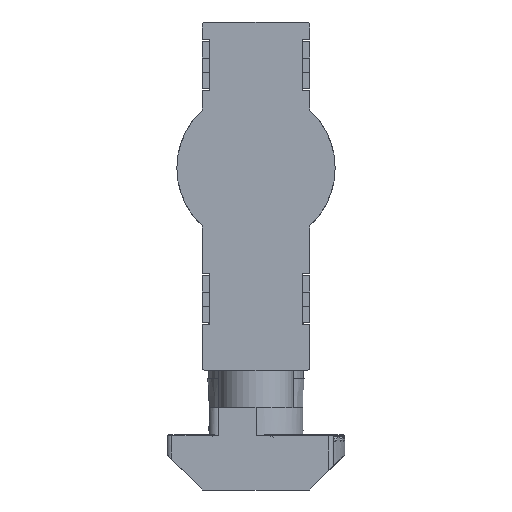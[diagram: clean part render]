
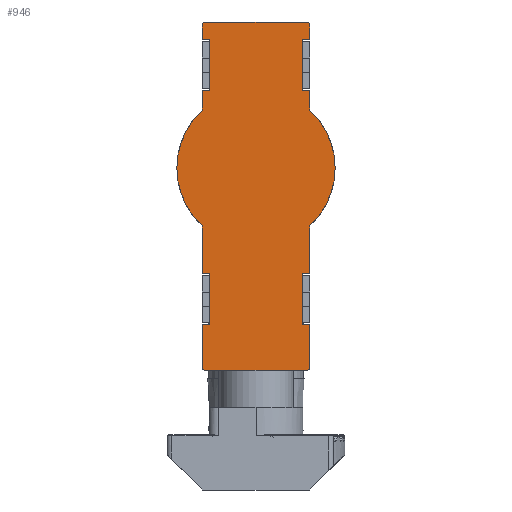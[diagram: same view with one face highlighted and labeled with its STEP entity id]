
A CAD part, front view. The second image highlights one B-rep face of the part: STEP entity #946.
In plain terms, the highlighted planar face has unit normal (0, -1, 0).
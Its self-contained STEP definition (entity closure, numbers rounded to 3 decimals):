
#946=ADVANCED_FACE('',(#1220),#1221,.T.);
#1220=FACE_OUTER_BOUND('',#1768,.T.);
#1221=PLANE('',#1769);
#1768=EDGE_LOOP('',(#2519,#2520,#2521,#2522,#2523,#2524,#2525,#2526,#2527,#2528,#2529,#2530,#2531,#2532,#2533,#2534,#2535,#2536,#2537,#2538,#2539,#2540,#2541,#2542,#2543,#2544,#2545,#2546));
#1769=AXIS2_PLACEMENT_3D('',#2547,#2548,#2549);
#2519=ORIENTED_EDGE('',*,*,#4616,.T.);
#2520=ORIENTED_EDGE('',*,*,#4617,.T.);
#2521=ORIENTED_EDGE('',*,*,#4618,.T.);
#2522=ORIENTED_EDGE('',*,*,#4619,.T.);
#2523=ORIENTED_EDGE('',*,*,#4620,.T.);
#2524=ORIENTED_EDGE('',*,*,#4621,.T.);
#2525=ORIENTED_EDGE('',*,*,#4622,.T.);
#2526=ORIENTED_EDGE('',*,*,#4623,.T.);
#2527=ORIENTED_EDGE('',*,*,#4624,.T.);
#2528=ORIENTED_EDGE('',*,*,#4625,.T.);
#2529=ORIENTED_EDGE('',*,*,#4626,.T.);
#2530=ORIENTED_EDGE('',*,*,#4627,.T.);
#2531=ORIENTED_EDGE('',*,*,#4628,.T.);
#2532=ORIENTED_EDGE('',*,*,#4629,.T.);
#2533=ORIENTED_EDGE('',*,*,#4630,.T.);
#2534=ORIENTED_EDGE('',*,*,#4631,.T.);
#2535=ORIENTED_EDGE('',*,*,#4632,.T.);
#2536=ORIENTED_EDGE('',*,*,#4633,.T.);
#2537=ORIENTED_EDGE('',*,*,#4634,.T.);
#2538=ORIENTED_EDGE('',*,*,#4635,.T.);
#2539=ORIENTED_EDGE('',*,*,#4636,.T.);
#2540=ORIENTED_EDGE('',*,*,#4637,.T.);
#2541=ORIENTED_EDGE('',*,*,#4638,.T.);
#2542=ORIENTED_EDGE('',*,*,#4639,.T.);
#2543=ORIENTED_EDGE('',*,*,#4615,.T.);
#2544=ORIENTED_EDGE('',*,*,#4604,.T.);
#2545=ORIENTED_EDGE('',*,*,#4612,.T.);
#2546=ORIENTED_EDGE('',*,*,#4640,.T.);
#2547=CARTESIAN_POINT('',(0.,-22.4,0.));
#2548=DIRECTION('',(0.,-1.0,0.));
#2549=DIRECTION('',(0.0,0.,-1.0));
#4604=EDGE_CURVE('',#5347,#5345,#5348,.T.);
#4612=EDGE_CURVE('',#5345,#5359,#5361,.F.);
#4615=EDGE_CURVE('',#5363,#5347,#5366,.T.);
#4616=EDGE_CURVE('',#5367,#5368,#5369,.T.);
#4617=EDGE_CURVE('',#5368,#5370,#5371,.T.);
#4618=EDGE_CURVE('',#5370,#5372,#5373,.T.);
#4619=EDGE_CURVE('',#5372,#5374,#5375,.T.);
#4620=EDGE_CURVE('',#5374,#5376,#5377,.F.);
#4621=EDGE_CURVE('',#5376,#5378,#5379,.T.);
#4622=EDGE_CURVE('',#5378,#5380,#5381,.T.);
#4623=EDGE_CURVE('',#5380,#5382,#5383,.T.);
#4624=EDGE_CURVE('',#5382,#5384,#5385,.T.);
#4625=EDGE_CURVE('',#5384,#5386,#5387,.F.);
#4626=EDGE_CURVE('',#5386,#5388,#5389,.F.);
#4627=EDGE_CURVE('',#5388,#5390,#5391,.F.);
#4628=EDGE_CURVE('',#5390,#5392,#5393,.T.);
#4629=EDGE_CURVE('',#5392,#5394,#5395,.F.);
#4630=EDGE_CURVE('',#5394,#5396,#5397,.T.);
#4631=EDGE_CURVE('',#5396,#5398,#5399,.F.);
#4632=EDGE_CURVE('',#5398,#5400,#5401,.F.);
#4633=EDGE_CURVE('',#5400,#5402,#5403,.F.);
#4634=EDGE_CURVE('',#5402,#5404,#5405,.T.);
#4635=EDGE_CURVE('',#5404,#5406,#5407,.F.);
#4636=EDGE_CURVE('',#5406,#5408,#5409,.T.);
#4637=EDGE_CURVE('',#5408,#5410,#5411,.F.);
#4638=EDGE_CURVE('',#5410,#5412,#5413,.T.);
#4639=EDGE_CURVE('',#5412,#5363,#5414,.T.);
#4640=EDGE_CURVE('',#5359,#5367,#5415,.T.);
#5345=VERTEX_POINT('',#6580);
#5347=VERTEX_POINT('',#6583);
#5348=LINE('',#6584,#6585);
#5359=VERTEX_POINT('',#6602);
#5361=LINE('',#6605,#6606);
#5363=VERTEX_POINT('',#6608);
#5366=LINE('',#6612,#6613);
#5367=VERTEX_POINT('',#6614);
#5368=VERTEX_POINT('',#6615);
#5369=CIRCLE('',#6616,8.45);
#5370=VERTEX_POINT('',#6617);
#5371=LINE('',#6618,#6619);
#5372=VERTEX_POINT('',#6620);
#5373=LINE('',#6621,#6622);
#5374=VERTEX_POINT('',#6623);
#5375=LINE('',#6624,#6625);
#5376=VERTEX_POINT('',#6626);
#5377=LINE('',#6627,#6628);
#5378=VERTEX_POINT('',#6629);
#5379=LINE('',#6630,#6631);
#5380=VERTEX_POINT('',#6632);
#5381=CIRCLE('',#6633,0.3);
#5382=VERTEX_POINT('',#6634);
#5383=LINE('',#6635,#6636);
#5384=VERTEX_POINT('',#6637);
#5385=CIRCLE('',#6638,0.3);
#5386=VERTEX_POINT('',#6639);
#5387=LINE('',#6640,#6641);
#5388=VERTEX_POINT('',#6642);
#5389=LINE('',#6643,#6644);
#5390=VERTEX_POINT('',#6645);
#5391=LINE('',#6646,#6647);
#5392=VERTEX_POINT('',#6648);
#5393=LINE('',#6649,#6650);
#5394=VERTEX_POINT('',#6651);
#5395=LINE('',#6652,#6653);
#5396=VERTEX_POINT('',#6654);
#5397=CIRCLE('',#6655,8.45);
#5398=VERTEX_POINT('',#6656);
#5399=LINE('',#6657,#6658);
#5400=VERTEX_POINT('',#6659);
#5401=LINE('',#6660,#6661);
#5402=VERTEX_POINT('',#6662);
#5403=LINE('',#6663,#6664);
#5404=VERTEX_POINT('',#6665);
#5405=LINE('',#6666,#6667);
#5406=VERTEX_POINT('',#6668);
#5407=LINE('',#6669,#6670);
#5408=VERTEX_POINT('',#6671);
#5409=CIRCLE('',#6672,0.3);
#5410=VERTEX_POINT('',#6673);
#5411=LINE('',#6674,#6675);
#5412=VERTEX_POINT('',#6676);
#5413=CIRCLE('',#6677,0.3);
#5414=LINE('',#6678,#6679);
#5415=LINE('',#6680,#6681);
#6580=CARTESIAN_POINT('',(-4.95,-22.4,8.3));
#6583=CARTESIAN_POINT('',(-4.95,-22.4,13.7));
#6584=CARTESIAN_POINT('',(-4.95,-22.4,0.));
#6585=VECTOR('',#8455,1.0);
#6602=CARTESIAN_POINT('',(-5.75,-22.4,8.3));
#6605=CARTESIAN_POINT('',(0.,-22.4,8.3));
#6606=VECTOR('',#8463,1.0);
#6608=CARTESIAN_POINT('',(-5.75,-22.4,13.7));
#6612=CARTESIAN_POINT('',(0.,-22.4,13.7));
#6613=VECTOR('',#8468,1.0);
#6614=CARTESIAN_POINT('',(-5.75,-22.4,6.192));
#6615=CARTESIAN_POINT('',(-5.75,-22.4,-6.192));
#6616=AXIS2_PLACEMENT_3D('',#8469,#8470,#8471);
#6617=CARTESIAN_POINT('',(-5.75,-22.4,-11.3));
#6618=CARTESIAN_POINT('',(-5.75,-22.4,0.));
#6619=VECTOR('',#8472,1.0);
#6620=CARTESIAN_POINT('',(-4.95,-22.4,-11.3));
#6621=CARTESIAN_POINT('',(0.,-22.4,-11.3));
#6622=VECTOR('',#8473,1.0);
#6623=CARTESIAN_POINT('',(-4.95,-22.4,-16.7));
#6624=CARTESIAN_POINT('',(-4.95,-22.4,0.));
#6625=VECTOR('',#8474,1.0);
#6626=CARTESIAN_POINT('',(-5.75,-22.4,-16.7));
#6627=CARTESIAN_POINT('',(0.,-22.4,-16.7));
#6628=VECTOR('',#8475,1.0);
#6629=CARTESIAN_POINT('',(-5.75,-22.4,-21.3));
#6630=CARTESIAN_POINT('',(-5.75,-22.4,0.));
#6631=VECTOR('',#8476,1.0);
#6632=CARTESIAN_POINT('',(-5.45,-22.4,-21.6));
#6633=AXIS2_PLACEMENT_3D('',#8477,#8478,#8479);
#6634=CARTESIAN_POINT('',(5.45,-22.4,-21.6));
#6635=CARTESIAN_POINT('',(0.,-22.4,-21.6));
#6636=VECTOR('',#8480,1.0);
#6637=CARTESIAN_POINT('',(5.75,-22.4,-21.3));
#6638=AXIS2_PLACEMENT_3D('',#8481,#8482,#8483);
#6639=CARTESIAN_POINT('',(5.75,-22.4,-16.7));
#6640=CARTESIAN_POINT('',(5.75,-22.4,0.));
#6641=VECTOR('',#8484,1.0);
#6642=CARTESIAN_POINT('',(4.95,-22.4,-16.7));
#6643=CARTESIAN_POINT('',(0.,-22.4,-16.7));
#6644=VECTOR('',#8485,1.0);
#6645=CARTESIAN_POINT('',(4.95,-22.4,-11.3));
#6646=CARTESIAN_POINT('',(4.95,-22.4,0.));
#6647=VECTOR('',#8486,1.0);
#6648=CARTESIAN_POINT('',(5.75,-22.4,-11.3));
#6649=CARTESIAN_POINT('',(0.,-22.4,-11.3));
#6650=VECTOR('',#8487,1.0);
#6651=CARTESIAN_POINT('',(5.75,-22.4,-6.192));
#6652=CARTESIAN_POINT('',(5.75,-22.4,0.));
#6653=VECTOR('',#8488,1.0);
#6654=CARTESIAN_POINT('',(5.75,-22.4,6.192));
#6655=AXIS2_PLACEMENT_3D('',#8489,#8490,#8491);
#6656=CARTESIAN_POINT('',(5.75,-22.4,8.3));
#6657=CARTESIAN_POINT('',(5.75,-22.4,0.));
#6658=VECTOR('',#8492,1.0);
#6659=CARTESIAN_POINT('',(4.95,-22.4,8.3));
#6660=CARTESIAN_POINT('',(0.,-22.4,8.3));
#6661=VECTOR('',#8493,1.0);
#6662=CARTESIAN_POINT('',(4.95,-22.4,13.7));
#6663=CARTESIAN_POINT('',(4.95,-22.4,0.));
#6664=VECTOR('',#8494,1.0);
#6665=CARTESIAN_POINT('',(5.75,-22.4,13.7));
#6666=CARTESIAN_POINT('',(0.,-22.4,13.7));
#6667=VECTOR('',#8495,1.0);
#6668=CARTESIAN_POINT('',(5.75,-22.4,15.3));
#6669=CARTESIAN_POINT('',(5.75,-22.4,0.));
#6670=VECTOR('',#8496,1.0);
#6671=CARTESIAN_POINT('',(5.45,-22.4,15.6));
#6672=AXIS2_PLACEMENT_3D('',#8497,#8498,#8499);
#6673=CARTESIAN_POINT('',(-5.45,-22.4,15.6));
#6674=CARTESIAN_POINT('',(0.,-22.4,15.6));
#6675=VECTOR('',#8500,1.0);
#6676=CARTESIAN_POINT('',(-5.75,-22.4,15.3));
#6677=AXIS2_PLACEMENT_3D('',#8501,#8502,#8503);
#6678=CARTESIAN_POINT('',(-5.75,-22.4,0.));
#6679=VECTOR('',#8504,1.0);
#6680=CARTESIAN_POINT('',(-5.75,-22.4,0.));
#6681=VECTOR('',#8505,1.0);
#8455=DIRECTION('',(0.0,0.,-1.0));
#8463=DIRECTION('',(1.0,0.,0.));
#8468=DIRECTION('',(1.0,0.,0.));
#8469=CARTESIAN_POINT('',(0.,-22.4,0.));
#8470=DIRECTION('',(0.,-1.0,0.));
#8471=DIRECTION('',(0.0,0.,-1.0));
#8472=DIRECTION('',(0.0,0.,-1.0));
#8473=DIRECTION('',(1.0,0.,0.));
#8474=DIRECTION('',(0.0,0.,-1.0));
#8475=DIRECTION('',(1.0,0.,0.));
#8476=DIRECTION('',(0.0,0.,-1.0));
#8477=CARTESIAN_POINT('',(-5.45,-22.4,-21.3));
#8478=DIRECTION('',(0.,-1.0,0.));
#8479=DIRECTION('',(0.0,0.,-1.0));
#8480=DIRECTION('',(1.0,0.,0.));
#8481=CARTESIAN_POINT('',(5.45,-22.4,-21.3));
#8482=DIRECTION('',(0.,-1.0,0.));
#8483=DIRECTION('',(0.0,0.,-1.0));
#8484=DIRECTION('',(0.0,0.,-1.0));
#8485=DIRECTION('',(1.0,0.,0.));
#8486=DIRECTION('',(0.0,0.,-1.0));
#8487=DIRECTION('',(1.0,0.,0.));
#8488=DIRECTION('',(0.0,0.,-1.0));
#8489=CARTESIAN_POINT('',(0.,-22.4,0.));
#8490=DIRECTION('',(0.,-1.0,0.));
#8491=DIRECTION('',(0.0,0.,-1.0));
#8492=DIRECTION('',(0.0,0.,-1.0));
#8493=DIRECTION('',(1.0,0.,0.));
#8494=DIRECTION('',(0.0,0.,-1.0));
#8495=DIRECTION('',(1.0,0.,0.));
#8496=DIRECTION('',(0.0,0.,-1.0));
#8497=CARTESIAN_POINT('',(5.45,-22.4,15.3));
#8498=DIRECTION('',(0.,-1.0,0.));
#8499=DIRECTION('',(0.0,0.,-1.0));
#8500=DIRECTION('',(1.0,0.,0.));
#8501=CARTESIAN_POINT('',(-5.45,-22.4,15.3));
#8502=DIRECTION('',(0.,-1.0,0.));
#8503=DIRECTION('',(0.0,0.,-1.0));
#8504=DIRECTION('',(0.0,0.,-1.0));
#8505=DIRECTION('',(0.0,0.,-1.0));
